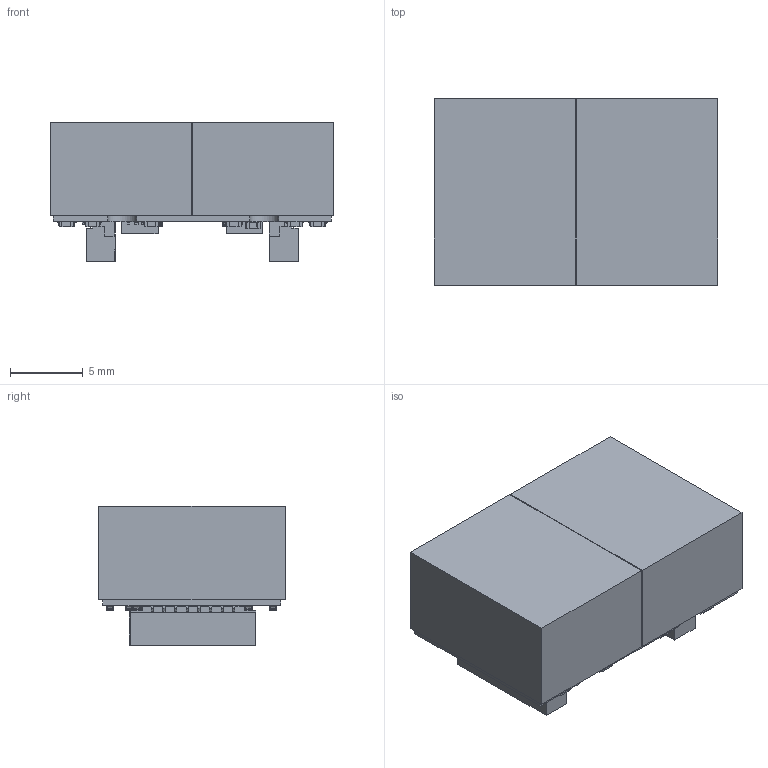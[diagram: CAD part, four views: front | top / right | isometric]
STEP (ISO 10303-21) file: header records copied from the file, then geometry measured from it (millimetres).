
FILE_DESCRIPTION(('Open CASCADE Model'),'2;1');
FILE_NAME('Open CASCADE Shape Model','2024-07-19T16:41:32',('Author'),( 'Open CASCADE'),'Open CASCADE STEP processor 7.5','Open CASCADE 7.5' ,'Unknown');
FILE_SCHEMA(('AUTOMOTIVE_DESIGN { 1 0 10303 214 1 1 1 1 }'));
Length unit declared in the file: millimetre
Products named in the file (38): PCB; Board; Open CASCADE STEP translator 7.5 1.1.1; R16; Resistor 0402; R15; R14; R13; R12; R11; R10; R9; R2; R8; R6; R7; R5; R3; R4; R1; J2; BM08B-SURS-TF; J1; U2; 6109761088; SOT763-1 LF; SOT763-1 Mold Body; U1; 6081290992; C2; C0402; C1; D2; 6082372320; Extruded; D1
Assembly tree (55 placements, depth 4):
  PCB
    Board
      Open CASCADE STEP translator 7.5 1.1.1
    R16
      Resistor 0402
    R15
      Resistor 0402
    R14
      Resistor 0402
    R13
      Resistor 0402
    R12
      Resistor 0402
    R11
      Resistor 0402
    R10
      Resistor 0402
    R9
      Resistor 0402
    R2
      Resistor 0402
    R8
      Resistor 0402
    R6
      Resistor 0402
    R7
      Resistor 0402
    R5
      Resistor 0402
    R3
      Resistor 0402
    R4
      Resistor 0402
    R1
      Resistor 0402
    J2
      BM08B-SURS-TF
    J1
      BM08B-SURS-TF
    U2
      6109761088
        SOT763-1 LF
        SOT763-1 Mold Body
    U1
      6081290992
        SOT763-1 LF
        SOT763-1 Mold Body
    C2
      C0402
    C1
      C0402
    D2
      6082372320
        Extruded
    D1
      6082372320
        Extruded
Bounding box: 19.45 x 12.8 x 9.56 mm (x, y, z)
Volume: 1754.7 mm3; surface area: 1950.7 mm2
Topology: 195 solids, 195 shells, 3564 faces, 8932 edges, 5704 vertices
Faces by surface type: plane 1670, bspline 1408, cylinder 398, sphere 88
Full cylindrical faces by diameter (mm): 0.9 x20
Entity records: 39447 total; most frequent: CARTESIAN_POINT 8149, ORIENTED_EDGE 5662, DIRECTION 5463, EDGE_CURVE 2831, LINE 1971, VECTOR 1971, VERTEX_POINT 1832, AXIS2_PLACEMENT_3D 1746
